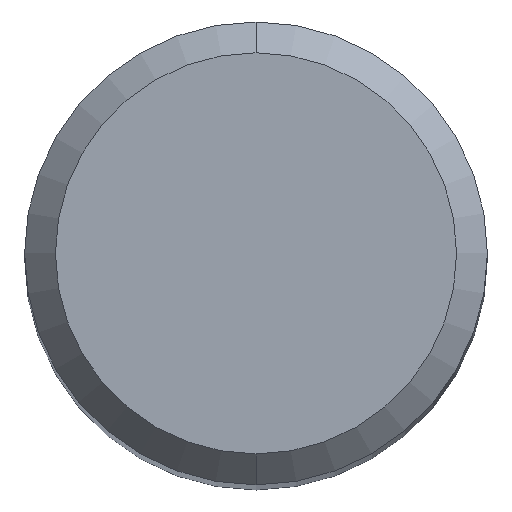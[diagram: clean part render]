
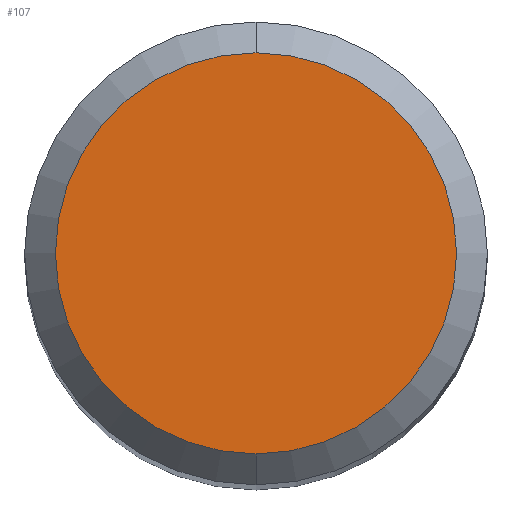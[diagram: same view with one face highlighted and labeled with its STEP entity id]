
A CAD part, top view. The second image highlights one B-rep face of the part: STEP entity #107.
In plain terms, the highlighted planar face has unit normal (0, 0, 1).
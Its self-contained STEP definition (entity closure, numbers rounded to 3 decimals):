
#107=ADVANCED_FACE('',(#259),#260,.T.);
#127=VERTEX_POINT('',#282);
#159=EDGE_CURVE('',#127,#215,#316,.T.);
#211=EDGE_CURVE('',#215,#127,#377,.T.);
#215=VERTEX_POINT('',#381);
#259=FACE_OUTER_BOUND('',#424,.T.);
#260=PLANE('',#425);
#282=CARTESIAN_POINT('',(0.0,2.6,0.0));
#316=CIRCLE('',#502,2.6);
#377=CIRCLE('',#572,2.6);
#381=CARTESIAN_POINT('',(0.,-2.6,0.0));
#424=EDGE_LOOP('',(#615,#616));
#425=AXIS2_PLACEMENT_3D('',#617,#618,#619);
#502=AXIS2_PLACEMENT_3D('',#680,#681,#682);
#572=AXIS2_PLACEMENT_3D('',#764,#765,#766);
#615=ORIENTED_EDGE('',*,*,#159,.F.);
#616=ORIENTED_EDGE('',*,*,#211,.F.);
#617=CARTESIAN_POINT('',(0.0,1.3,0.0));
#618=DIRECTION('',(-0.0,0.0,1.0));
#619=DIRECTION('',(0.0,-1.0,0.0));
#680=CARTESIAN_POINT('',(0.0,0.0,0.0));
#681=DIRECTION('',(0.0,0.0,-1.0));
#682=DIRECTION('',(0.0,1.0,0.0));
#764=CARTESIAN_POINT('',(0.0,0.0,0.0));
#765=DIRECTION('',(0.0,0.0,-1.0));
#766=DIRECTION('',(0.0,1.0,0.0));
